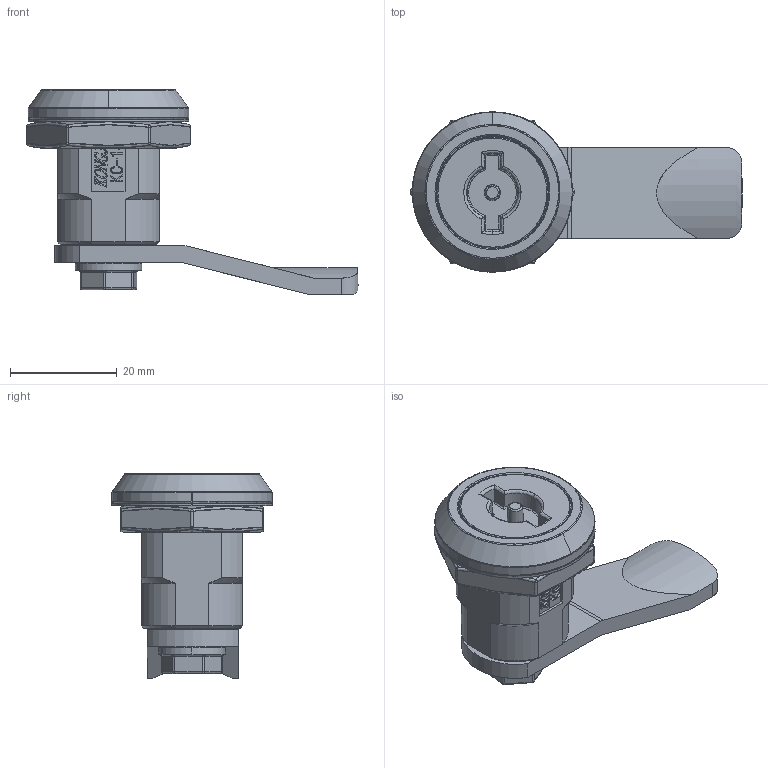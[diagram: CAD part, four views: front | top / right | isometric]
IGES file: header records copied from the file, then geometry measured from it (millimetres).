
Start section: SolidWorks IGES file using analytic representation for surfaces
Global section: file name: C90 KC-134-K.IGS; native system: SolidWorks 2011; preprocessor: SolidWorks 2011; author: KJRND03; date: 170811.103006; units: millimetre
Bounding box: 62.11 x 30 x 38.3 mm (x, y, z)
Surface area: 10154.2 mm2 (no closed solid volume)
Topology: 0 solids, 0 shells, 961 faces, 7117 edges, 7095 vertices
Faces by surface type: bspline 759, revolution 202
